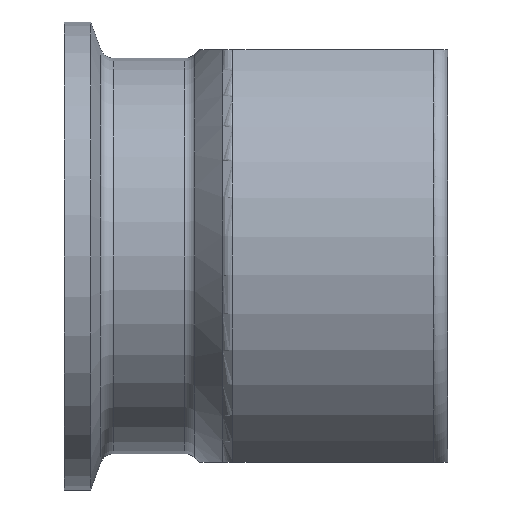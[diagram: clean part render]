
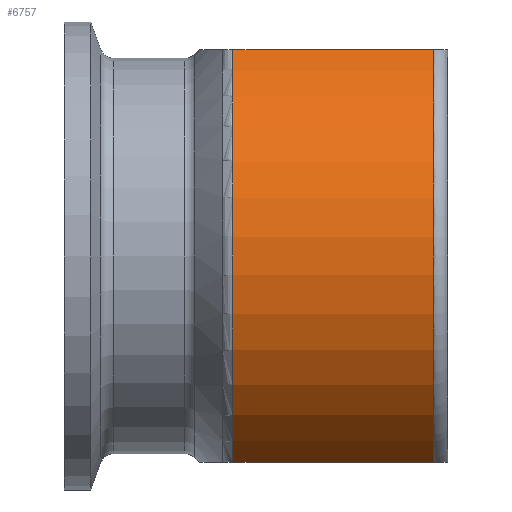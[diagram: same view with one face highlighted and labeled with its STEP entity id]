
A CAD part, front view. The second image highlights one B-rep face of the part: STEP entity #6757.
In plain terms, the highlighted cylindrical face has radius 25.209 mm (diameter 50.419 mm), a partial arc.
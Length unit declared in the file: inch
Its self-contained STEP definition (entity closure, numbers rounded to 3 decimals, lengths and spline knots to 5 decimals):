
#807=FACE_OUTER_BOUND('',#1220,.T.);
#1220=EDGE_LOOP('',(#6290,#6291,#6292,#6293));
#1407=CIRCLE('',#7170,0.9925);
#1409=CIRCLE('',#7174,0.9925);
#1873=LINE('',#14564,#2325);
#1874=LINE('',#14642,#2326);
#2325=VECTOR('',#8434,0.85015);
#2326=VECTOR('',#8437,0.85015);
#3312=VERTEX_POINT('',#14550);
#3313=VERTEX_POINT('',#14563);
#3318=VERTEX_POINT('',#14630);
#3319=VERTEX_POINT('',#14641);
#4305=EDGE_CURVE('',#3313,#3312,#1873,.T.);
#4314=EDGE_CURVE('',#3319,#3318,#1874,.T.);
#4317=EDGE_CURVE('',#3313,#3318,#1407,.T.);
#4319=EDGE_CURVE('',#3319,#3312,#1409,.T.);
#6290=ORIENTED_EDGE('',*,*,#4305,.T.);
#6291=ORIENTED_EDGE('',*,*,#4319,.F.);
#6292=ORIENTED_EDGE('',*,*,#4314,.T.);
#6293=ORIENTED_EDGE('',*,*,#4317,.F.);
#6367=CYLINDRICAL_SURFACE('',#7173,0.9925);
#6757=ADVANCED_FACE('',(#807),#6367,.T.);
#7170=AXIS2_PLACEMENT_3D('',#14658,#8444,#8445);
#7173=AXIS2_PLACEMENT_3D('',#14661,#8450,#8451);
#7174=AXIS2_PLACEMENT_3D('',#14662,#8452,#8453);
#8434=DIRECTION('',(1.,0.,0.));
#8437=DIRECTION('',(-1.,0.,0.));
#8444=DIRECTION('center_axis',(-1.,0.,0.));
#8445=DIRECTION('ref_axis',(0.,-1.,0.));
#8450=DIRECTION('center_axis',(1.,0.,0.));
#8451=DIRECTION('ref_axis',(0.,1.,0.));
#8452=DIRECTION('center_axis',(1.,0.,0.));
#8453=DIRECTION('ref_axis',(0.,-1.,0.));
#14550=CARTESIAN_POINT('',(1.565,-0.46843,-0.875));
#14563=CARTESIAN_POINT('',(0.71485,-0.46843,-0.875));
#14564=CARTESIAN_POINT('',(1.1575,-0.46843,-0.875));
#14630=CARTESIAN_POINT('',(0.71485,-0.46843,0.875));
#14641=CARTESIAN_POINT('',(1.565,-0.46843,0.875));
#14642=CARTESIAN_POINT('',(1.1575,-0.46843,0.875));
#14658=CARTESIAN_POINT('Origin',(0.71485,0.,
0.));
#14661=CARTESIAN_POINT('Origin',(1.1575,0.,0.));
#14662=CARTESIAN_POINT('Origin',(1.565,0.,0.));
